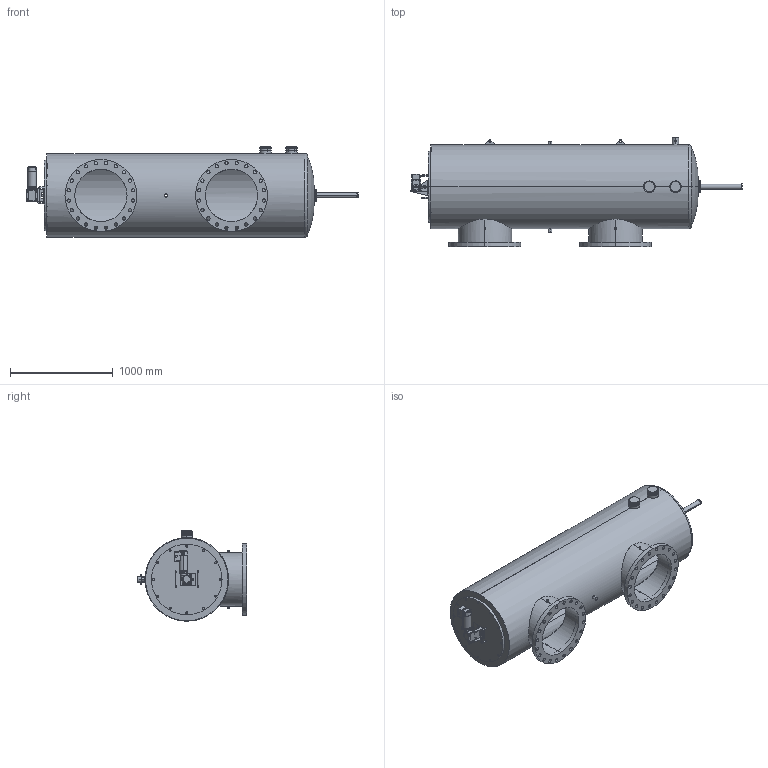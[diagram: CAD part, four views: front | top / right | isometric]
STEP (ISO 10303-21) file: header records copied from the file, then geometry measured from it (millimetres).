
FILE_DESCRIPTION (( 'STEP AP203' ), '1' );
FILE_NAME ('H20-180-LP.STEP', '2020-09-23T12:07:08', ( '' ), ( '' ), 'SwSTEP 2.0', 'SolidWorks 2018', '' );
FILE_SCHEMA (( 'CONFIG_CONTROL_DESIGN' ));
Length unit declared in the file: millimetre
Products named in the file (8): Motor assem; simp; H20-180-LP; reduced size motor; Washdown drive shaft; H20-180 for LP; simp2; Washdown mounting bracket
Assembly tree (13 placements, depth 3):
  H20-180-LP
    H20-180 for LP
    Motor assem
      Washdown drive shaft
      Washdown mounting bracket
      reduced size motor
      simp  x4
      simp2  x4
Bounding box: 3227.07 x 1066.8 x 879.48 mm (x, y, z)
Volume: 63549196.8 mm3; surface area: 17138169.3 mm2
Topology: 24 solids, 24 shells, 1101 faces, 2839 edges, 1834 vertices
Faces by surface type: plane 505, cylinder 449, torus 64, bspline 58, cone 21, sphere 4
Entity records: 39367 total; most frequent: CARTESIAN_POINT 13626, ORIENTED_EDGE 5198, DIRECTION 5080, EDGE_CURVE 2599, AXIS2_PLACEMENT_3D 1870, VERTEX_POINT 1678, VECTOR 1340, LINE 1340
